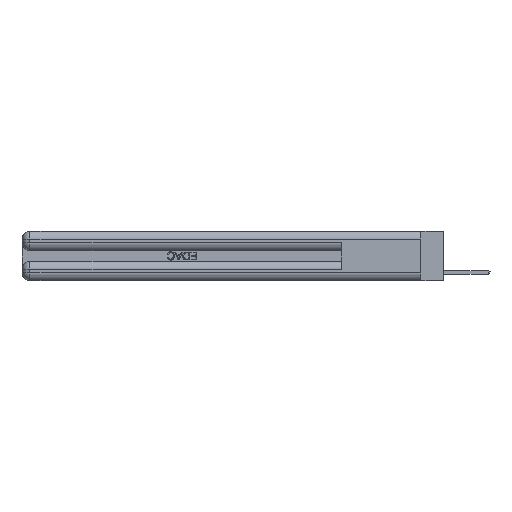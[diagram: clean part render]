
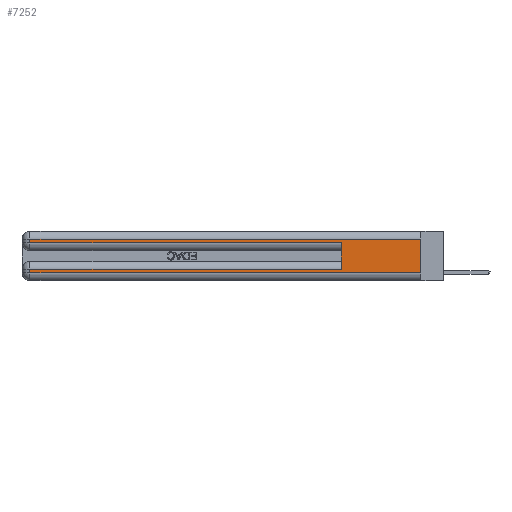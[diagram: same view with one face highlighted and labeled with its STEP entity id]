
A CAD part, left-side view. The second image highlights one B-rep face of the part: STEP entity #7252.
In plain terms, the highlighted planar face has unit normal (-1, 0, 0).
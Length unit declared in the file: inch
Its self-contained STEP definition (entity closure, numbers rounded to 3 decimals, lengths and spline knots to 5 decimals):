
#426 = FACE_OUTER_BOUND ( 'NONE', #19316, .T. ) ;
#462 = CARTESIAN_POINT ( 'NONE',  ( 0., 0.6, 0.285 ) ) ;
#618 = VECTOR ( 'NONE', #21241, 39.37008 ) ;
#968 = PLANE ( 'NONE',  #9182 ) ;
#1078 = CARTESIAN_POINT ( 'NONE',  ( 0., 0., 0.37 ) ) ;
#1267 = DIRECTION ( 'NONE',  ( 0., 1., 0. ) ) ;
#1304 = EDGE_CURVE ( 'NONE', #10433, #20485, #4179, .T. ) ;
#1409 = ORIENTED_EDGE ( 'NONE', *, *, #1304, .T. ) ;
#2103 = VERTEX_POINT ( 'NONE', #462 ) ;
#2479 = EDGE_CURVE ( 'NONE', #24319, #2103, #26646, .T. ) ;
#2708 = LINE ( 'NONE', #1078, #22955 ) ;
#2877 = CARTESIAN_POINT ( 'NONE',  ( 0., 2.94, 0.31 ) ) ;
#3476 = CARTESIAN_POINT ( 'NONE',  ( 0., 2.94, 0.37 ) ) ;
#3489 = DIRECTION ( 'NONE',  ( 0., 0., 1. ) ) ;
#4179 = LINE ( 'NONE', #8345, #618 ) ;
#4252 = EDGE_CURVE ( 'NONE', #16995, #15836, #6308, .T. ) ;
#4954 = VERTEX_POINT ( 'NONE', #5743 ) ;
#5743 = CARTESIAN_POINT ( 'NONE',  ( 0., 0., 0.06 ) ) ;
#5754 = ORIENTED_EDGE ( 'NONE', *, *, #4252, .T. ) ;
#5917 = VECTOR ( 'NONE', #16063, 39.37008 ) ;
#6308 = LINE ( 'NONE', #7179, #14475 ) ;
#6634 = CARTESIAN_POINT ( 'NONE',  ( 0., 0., 0.31 ) ) ;
#7035 = EDGE_CURVE ( 'NONE', #17326, #16995, #7917, .T. ) ;
#7179 = CARTESIAN_POINT ( 'NONE',  ( 0., 2.94, 0.37 ) ) ;
#7252 = ADVANCED_FACE ( 'NONE', ( #426 ), #968, .F. ) ;
#7917 = LINE ( 'NONE', #18120, #19023 ) ;
#8031 = CARTESIAN_POINT ( 'NONE',  ( 0., 2.94, 0.06 ) ) ;
#8345 = CARTESIAN_POINT ( 'NONE',  ( 0., 0., 0.31 ) ) ;
#8707 = CARTESIAN_POINT ( 'NONE',  ( 0., 2.94, 0.285 ) ) ;
#9182 = AXIS2_PLACEMENT_3D ( 'NONE', #21875, #12069, #18275 ) ;
#9519 = LINE ( 'NONE', #3476, #5917 ) ;
#9764 = CARTESIAN_POINT ( 'NONE',  ( 0., 0.6, 0.085 ) ) ;
#10433 = VERTEX_POINT ( 'NONE', #6634 ) ;
#10588 = CARTESIAN_POINT ( 'NONE',  ( 0., 0., 0.06 ) ) ;
#11185 = EDGE_CURVE ( 'NONE', #15836, #4954, #14564, .T. ) ;
#12069 = DIRECTION ( 'NONE',  ( 1., 0., 0. ) ) ;
#12424 = DIRECTION ( 'NONE',  ( 0., -1., 0. ) ) ;
#12694 = ORIENTED_EDGE ( 'NONE', *, *, #11185, .T. ) ;
#14475 = VECTOR ( 'NONE', #19935, 39.37008 ) ;
#14477 = ORIENTED_EDGE ( 'NONE', *, *, #7035, .T. ) ;
#14564 = LINE ( 'NONE', #10588, #17205 ) ;
#15698 = EDGE_CURVE ( 'NONE', #20485, #24319, #9519, .T. ) ;
#15836 = VERTEX_POINT ( 'NONE', #8031 ) ;
#16063 = DIRECTION ( 'NONE',  ( 0., 0., -1. ) ) ;
#16995 = VERTEX_POINT ( 'NONE', #21139 ) ;
#17205 = VECTOR ( 'NONE', #12424, 39.37008 ) ;
#17326 = VERTEX_POINT ( 'NONE', #9764 ) ;
#17528 = ORIENTED_EDGE ( 'NONE', *, *, #15698, .T. ) ;
#18120 = CARTESIAN_POINT ( 'NONE',  ( 0., 0., 0.085 ) ) ;
#18155 = DIRECTION ( 'NONE',  ( 0., -1., 0. ) ) ;
#18275 = DIRECTION ( 'NONE',  ( 0., 0., -1. ) ) ;
#19023 = VECTOR ( 'NONE', #1267, 39.37008 ) ;
#19316 = EDGE_LOOP ( 'NONE', ( #26755, #1409, #17528, #21729, #26173, #14477, #5754, #12694 ) ) ;
#19935 = DIRECTION ( 'NONE',  ( 0., 0., -1. ) ) ;
#19966 = EDGE_CURVE ( 'NONE', #10433, #4954, #2708, .T. ) ;
#20044 = DIRECTION ( 'NONE',  ( 0., 0., -1. ) ) ;
#20092 = CARTESIAN_POINT ( 'NONE',  ( 0., 0.6, 0.145 ) ) ;
#20271 = VECTOR ( 'NONE', #3489, 39.37008 ) ;
#20485 = VERTEX_POINT ( 'NONE', #2877 ) ;
#20959 = LINE ( 'NONE', #20092, #20271 ) ;
#21139 = CARTESIAN_POINT ( 'NONE',  ( 0., 2.94, 0.085 ) ) ;
#21145 = VECTOR ( 'NONE', #18155, 39.37008 ) ;
#21241 = DIRECTION ( 'NONE',  ( 0., 1., 0. ) ) ;
#21726 = EDGE_CURVE ( 'NONE', #17326, #2103, #20959, .T. ) ;
#21729 = ORIENTED_EDGE ( 'NONE', *, *, #2479, .T. ) ;
#21875 = CARTESIAN_POINT ( 'NONE',  ( 0., 0., 0.37 ) ) ;
#22955 = VECTOR ( 'NONE', #20044, 39.37008 ) ;
#24319 = VERTEX_POINT ( 'NONE', #8707 ) ;
#26173 = ORIENTED_EDGE ( 'NONE', *, *, #21726, .F. ) ;
#26646 = LINE ( 'NONE', #26650, #21145 ) ;
#26650 = CARTESIAN_POINT ( 'NONE',  ( 0., 0., 0.285 ) ) ;
#26755 = ORIENTED_EDGE ( 'NONE', *, *, #19966, .F. ) ;
